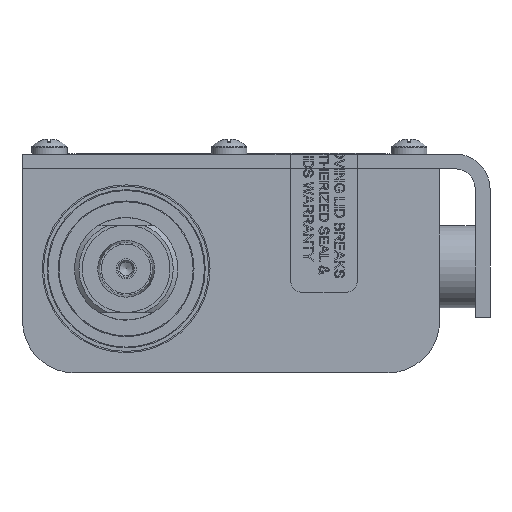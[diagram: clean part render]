
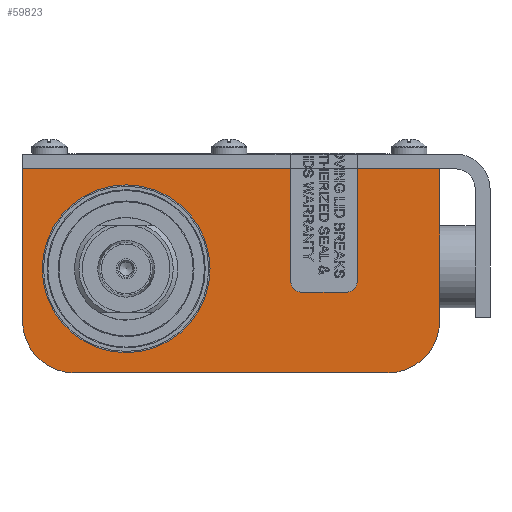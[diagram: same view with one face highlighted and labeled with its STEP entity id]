
A CAD part, left-side view. The second image highlights one B-rep face of the part: STEP entity #59823.
In plain terms, the highlighted face is planar.
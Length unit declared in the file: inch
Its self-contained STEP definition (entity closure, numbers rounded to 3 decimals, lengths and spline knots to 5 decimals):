
#170 = EDGE_CURVE ( 'NONE', #20024, #57259, #11942, .T. ) ;
#573 = VECTOR ( 'NONE', #34066, 39.37008 ) ;
#702 = EDGE_LOOP ( 'NONE', ( #27839, #2875, #60063, #19187, #63945, #4943 ) ) ;
#1361 = DIRECTION ( 'NONE',  ( 0., 0., 1. ) ) ;
#2590 = VERTEX_POINT ( 'NONE', #46706 ) ;
#2875 = ORIENTED_EDGE ( 'NONE', *, *, #170, .T. ) ;
#3310 = CARTESIAN_POINT ( 'NONE',  ( -1.2625, 0.6175, 0.834 ) ) ;
#4706 = DIRECTION ( 'NONE',  ( 0., 1., 0. ) ) ;
#4820 = DIRECTION ( 'NONE',  ( 0., 0., 1. ) ) ;
#4943 = ORIENTED_EDGE ( 'NONE', *, *, #41889, .T. ) ;
#7277 = DIRECTION ( 'NONE',  ( 0., 0., -1. ) ) ;
#7405 = CARTESIAN_POINT ( 'NONE',  ( 0.9495, -0.3045, 0.834 ) ) ;
#7697 = VERTEX_POINT ( 'NONE', #12409 ) ;
#10511 = LINE ( 'NONE', #59626, #42364 ) ;
#11460 = CARTESIAN_POINT ( 'NONE',  ( -1.2625, -0.3045, 0.834 ) ) ;
#11872 = DIRECTION ( 'NONE',  ( 1., 0., 0. ) ) ;
#11942 = LINE ( 'NONE', #33401, #573 ) ;
#12409 = CARTESIAN_POINT ( 'NONE',  ( 1.2625, -0.3045, 0.834 ) ) ;
#14965 = CARTESIAN_POINT ( 'NONE',  ( -0.9495, -0.3045, 0.834 ) ) ;
#15197 = LINE ( 'NONE', #36649, #39342 ) ;
#15476 = CARTESIAN_POINT ( 'NONE',  ( -0.6355, -0.4955, 0.834 ) ) ;
#16182 = PLANE ( 'NONE',  #61718 ) ;
#16609 = AXIS2_PLACEMENT_3D ( 'NONE', #14965, #4820, #57822 ) ;
#17459 = CARTESIAN_POINT ( 'NONE',  ( -0.9495, -0.3045, 0.834 ) ) ;
#19187 = ORIENTED_EDGE ( 'NONE', *, *, #48367, .T. ) ;
#20024 = VERTEX_POINT ( 'NONE', #64614 ) ;
#20735 = CIRCLE ( 'NONE', #59960, 0.313 ) ;
#22761 = DIRECTION ( 'NONE',  ( 0., -1., 0. ) ) ;
#26257 = EDGE_CURVE ( 'NONE', #68718, #55753, #10511, .T. ) ;
#26312 = EDGE_CURVE ( 'NONE', #36577, #36577, #63728, .T. ) ;
#27839 = ORIENTED_EDGE ( 'NONE', *, *, #68746, .T. ) ;
#27845 = CIRCLE ( 'NONE', #16609, 0.313 ) ;
#28040 = CARTESIAN_POINT ( 'NONE',  ( -0.6355, 0.0125, 0.834 ) ) ;
#28509 = DIRECTION ( 'NONE',  ( 0., 0., 1. ) ) ;
#30536 = LINE ( 'NONE', #11460, #39932 ) ;
#33401 = CARTESIAN_POINT ( 'NONE',  ( -1.2625, 0.6175, 0.834 ) ) ;
#33434 = DIRECTION ( 'NONE',  ( 1., 0., 0. ) ) ;
#34066 = DIRECTION ( 'NONE',  ( -1., 0., 0. ) ) ;
#35094 = CARTESIAN_POINT ( 'NONE',  ( 0.9495, -0.6175, 0.834 ) ) ;
#36577 = VERTEX_POINT ( 'NONE', #15476 ) ;
#36649 = CARTESIAN_POINT ( 'NONE',  ( 1.2625, -0.3045, 0.834 ) ) ;
#39342 = VECTOR ( 'NONE', #4706, 39.37008 ) ;
#39932 = VECTOR ( 'NONE', #59537, 39.37008 ) ;
#41889 = EDGE_CURVE ( 'NONE', #55753, #7697, #20735, .T. ) ;
#42364 = VECTOR ( 'NONE', #11872, 39.37008 ) ;
#44179 = FACE_BOUND ( 'NONE', #64769, .T. ) ;
#44850 = DIRECTION ( 'NONE',  ( 0., -1., 0. ) ) ;
#46062 = EDGE_CURVE ( 'NONE', #57259, #2590, #30536, .T. ) ;
#46706 = CARTESIAN_POINT ( 'NONE',  ( -1.2625, -0.3045, 0.834 ) ) ;
#48367 = EDGE_CURVE ( 'NONE', #2590, #68718, #27845, .T. ) ;
#50616 = ORIENTED_EDGE ( 'NONE', *, *, #26312, .F. ) ;
#55753 = VERTEX_POINT ( 'NONE', #35094 ) ;
#57259 = VERTEX_POINT ( 'NONE', #3310 ) ;
#57822 = DIRECTION ( 'NONE',  ( -1., 0., 0. ) ) ;
#59537 = DIRECTION ( 'NONE',  ( 0., -1., 0. ) ) ;
#59626 = CARTESIAN_POINT ( 'NONE',  ( -0.9495, -0.6175, 0.834 ) ) ;
#59823 = ADVANCED_FACE ( 'NONE', ( #44179, #64317 ), #16182, .F. ) ;
#59960 = AXIS2_PLACEMENT_3D ( 'NONE', #7405, #28509, #33434 ) ;
#60063 = ORIENTED_EDGE ( 'NONE', *, *, #46062, .T. ) ;
#61718 = AXIS2_PLACEMENT_3D ( 'NONE', #17459, #7277, #44850 ) ;
#63692 = CARTESIAN_POINT ( 'NONE',  ( -0.9495, -0.6175, 0.834 ) ) ;
#63728 = CIRCLE ( 'NONE', #69362, 0.508 ) ;
#63945 = ORIENTED_EDGE ( 'NONE', *, *, #26257, .T. ) ;
#64317 = FACE_OUTER_BOUND ( 'NONE', #702, .T. ) ;
#64614 = CARTESIAN_POINT ( 'NONE',  ( 1.2625, 0.6175, 0.834 ) ) ;
#64769 = EDGE_LOOP ( 'NONE', ( #50616 ) ) ;
#68718 = VERTEX_POINT ( 'NONE', #63692 ) ;
#68746 = EDGE_CURVE ( 'NONE', #7697, #20024, #15197, .T. ) ;
#69362 = AXIS2_PLACEMENT_3D ( 'NONE', #28040, #1361, #22761 ) ;
